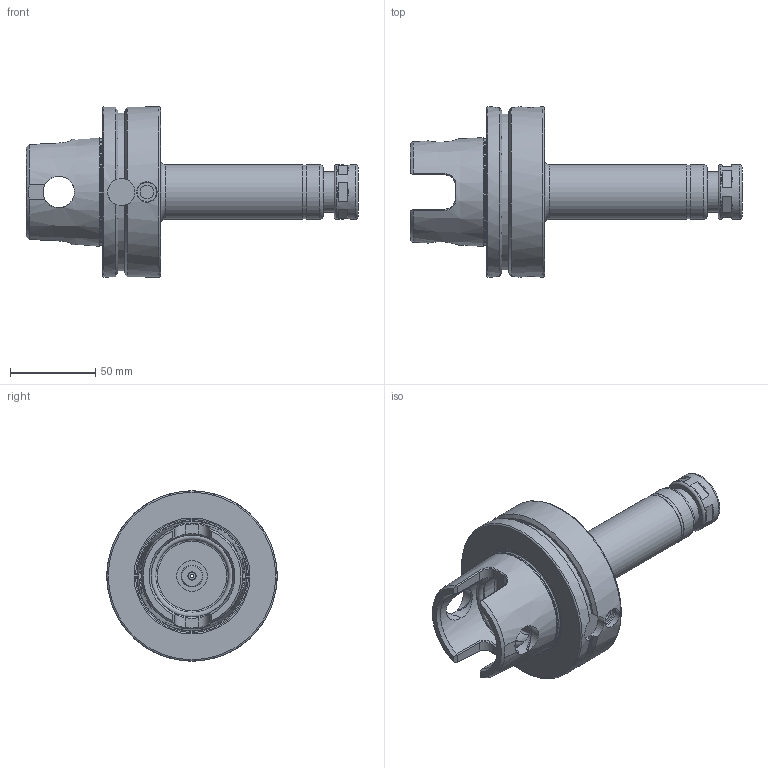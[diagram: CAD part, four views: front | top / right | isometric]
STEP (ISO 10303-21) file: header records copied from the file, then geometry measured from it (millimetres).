
FILE_DESCRIPTION((''),'2;1');
FILE_NAME('126010312150-3D.stp','2020-07-23T18:07:32',('nttooll'),(''),'Autodesk Inventor 2012','Autodesk Inventor 2012','');
FILE_SCHEMA(('AUTOMOTIVE_DESIGN { 1 0 10303 214 1 1 1 1 }'));
Length unit declared in the file: millimetre
Products named in the file (1): 126010312150-3D
Bounding box: 195 x 100 x 100 mm (x, y, z)
Volume: 371184.1 mm3; surface area: 62902 mm2
Topology: 2 solids, 2 shells, 171 faces, 376 edges, 235 vertices
Faces by surface type: plane 69, cylinder 48, cone 23, bspline 20, torus 11
Full cylindrical faces by diameter (mm): 2 x1, 4.5 x1, 5 x1, 8 x2, 9.57 x1, 11.2 x2, 12 x2, 12.8 x2, 12.9 x1, 13.3 x1, 14 x2, 14.5 x1, 16 x2, 17 x1, 18 x1, 18.2 x1, 18.4 x1, 18.5 x2, 20.5 x1, 24 x2, 31.6 x1, 32 x3, 43 x1, 48 x1, 50.3 x1, 63.3 x1, 100 x2
Entity records: 5018 total; most frequent: CARTESIAN_POINT 1780, DIRECTION 606, ORIENTED_EDGE 586, EDGE_CURVE 293, AXIS2_PLACEMENT_3D 279, EDGE_LOOP 274, VERTEX_POINT 219, FACE_OUTER_BOUND 171
